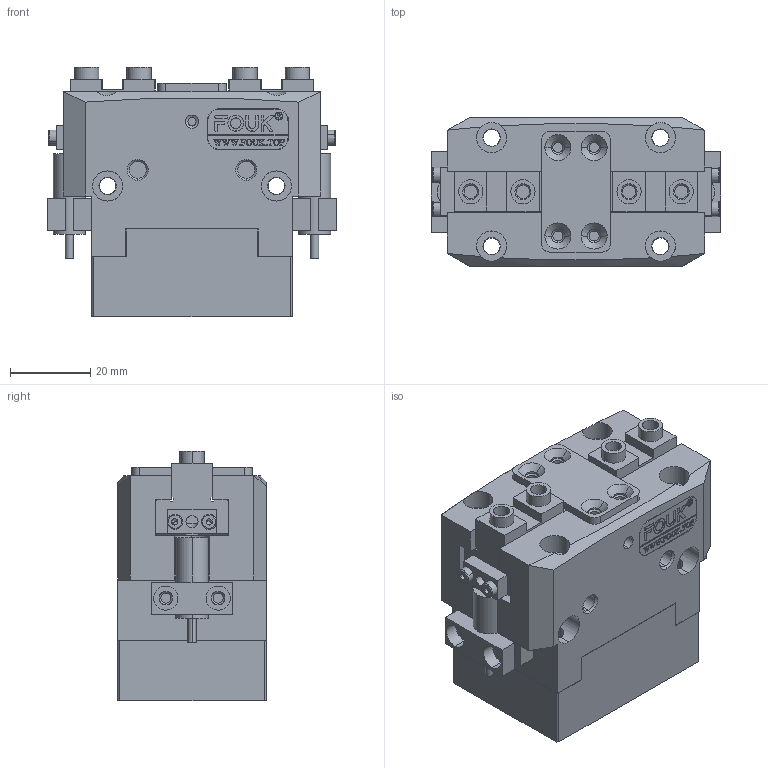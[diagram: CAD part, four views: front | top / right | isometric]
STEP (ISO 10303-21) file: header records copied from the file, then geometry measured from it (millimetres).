
FILE_DESCRIPTION (( 'STEP AP203' ), '1' );
FILE_NAME ('TR28-64-NC.STEP', '2024-11-19T00:51:24', ( 'USER-' ), ( 'Microsoft' ), 'SwSTEP 2.0', 'SolidWorks 2018', '' );
FILE_SCHEMA (( 'CONFIG_CONTROL_DESIGN' ));
Length unit declared in the file: millimetre
Products named in the file (17): TR28-64-NC杅耀.sldasm-Part-6; TR28-64-NC杅耀.sldasm-Part-8; TR28-64-NC杅耀.sldasm-Part-15; 揤輸杅耀.sldasm-Part-9; TR28-64-NC杅耀.sldasm-Part-7; TR28-64-NC杅耀.sldasm-Part-18; TR28-64-NC杅耀.sldasm-Part-3; TR28-64-NC杅耀.sldasm-Part-9; 埴翐芛_GB_FASTENER_SCREWS_HSHCS M2X8-N; TR28-64-NC; TR28-64-NC杅耀.sldasm-Part-11; 20x10-R3; TR28-64-褲极; TR28-64-NC杅耀.sldasm-Part-5; TR28-64-NC杅耀.sldasm-Part-17; 揤輸蚾饜极; TR28-64-NC杅耀.sldasm-Part-4
Assembly tree (19 placements, depth 3):
  TR28-64-NC
    TR28-64-褲极
    TR28-64-NC杅耀.sldasm-Part-3
    TR28-64-NC杅耀.sldasm-Part-4
    TR28-64-NC杅耀.sldasm-Part-5
    TR28-64-NC杅耀.sldasm-Part-6
    TR28-64-NC杅耀.sldasm-Part-7
    TR28-64-NC杅耀.sldasm-Part-8
    TR28-64-NC杅耀.sldasm-Part-9
    TR28-64-NC杅耀.sldasm-Part-11
    TR28-64-NC杅耀.sldasm-Part-15
    TR28-64-NC杅耀.sldasm-Part-17
    TR28-64-NC杅耀.sldasm-Part-18  x2
    揤輸蚾饜极  x2
      揤輸杅耀.sldasm-Part-9
      埴翐芛_GB_FASTENER_SCREWS_HSHCS M2X8-N
    20x10-R3
Bounding box: 72 x 37 x 62 mm (x, y, z)
Volume: 113168 mm3; surface area: 39807.1 mm2
Topology: 20 solids, 22 shells, 1099 faces, 2857 edges, 1860 vertices
Faces by surface type: plane 543, cylinder 301, bspline 155, cone 92, torus 8
Entity records: 36246 total; most frequent: CARTESIAN_POINT 11954, ORIENTED_EDGE 4866, DIRECTION 4247, EDGE_CURVE 2433, VERTEX_POINT 1597, VECTOR 1487, LINE 1487, AXIS2_PLACEMENT_3D 1380
